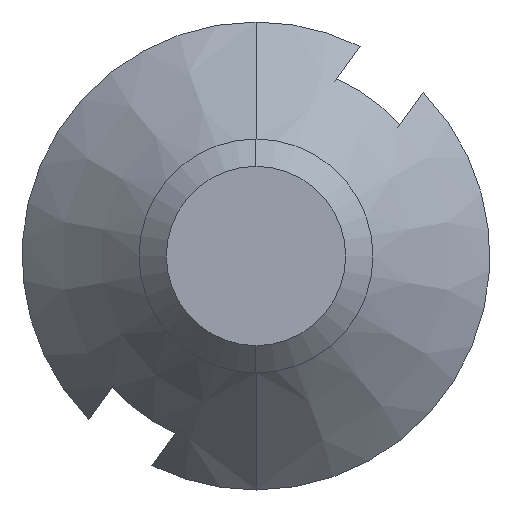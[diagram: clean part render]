
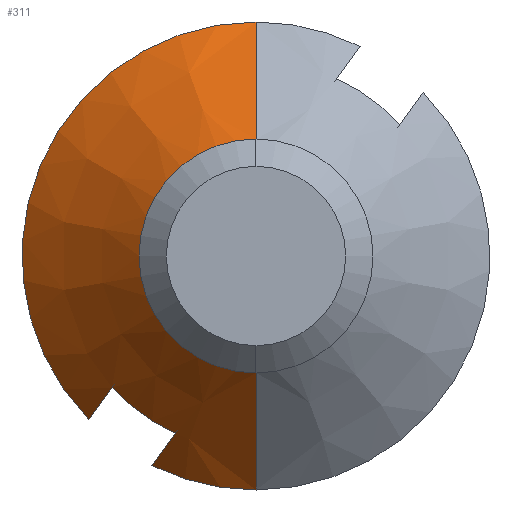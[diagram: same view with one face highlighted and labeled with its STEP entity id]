
A CAD part, left-side view. The second image highlights one B-rep face of the part: STEP entity #311.
In plain terms, the highlighted conical face has half-angle 45 degrees and reference radius 6 mm.
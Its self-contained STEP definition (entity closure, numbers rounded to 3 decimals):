
#1 = CARTESIAN_POINT ( 'NONE',  ( 2.299, 3.868, -3.623 ) ) ;
#9 = CARTESIAN_POINT ( 'NONE',  ( 3., 0., 0. ) ) ;
#17 = LINE ( 'NONE', #175, #264 ) ;
#18 = VERTEX_POINT ( 'NONE', #124 ) ;
#21 = CARTESIAN_POINT ( 'NONE',  ( 2.366, 2.29, -4.853 ) ) ;
#34 = CARTESIAN_POINT ( 'NONE',  ( 3., 0., 0. ) ) ;
#36 = EDGE_CURVE ( 'NONE', #369, #18, #283, .T. ) ;
#38 = ORIENTED_EDGE ( 'NONE', *, *, #46, .F. ) ;
#46 = EDGE_CURVE ( 'NONE', #422, #365, #209, .T. ) ;
#48 = VERTEX_POINT ( 'NONE', #63 ) ;
#54 = DIRECTION ( 'NONE',  ( 1., 0., 0. ) ) ;
#55 = CARTESIAN_POINT ( 'NONE',  ( 3., 2.668, -5.374 ) ) ;
#60 = CONICAL_SURFACE ( 'NONE', #328, 6., 0.785 ) ;
#63 = CARTESIAN_POINT ( 'NONE',  ( 0., 0., 3. ) ) ;
#71 = CARTESIAN_POINT ( 'NONE',  ( 2., 3.689, -3.376 ) ) ;
#72 = EDGE_CURVE ( 'NONE', #18, #236, #192, .T. ) ;
#75 = ORIENTED_EDGE ( 'NONE', *, *, #114, .F. ) ;
#93 = AXIS2_PLACEMENT_3D ( 'NONE', #34, #160, #285 ) ;
#114 = EDGE_CURVE ( 'NONE', #201, #422, #161, .T. ) ;
#116 = AXIS2_PLACEMENT_3D ( 'NONE', #317, #118, #174 ) ;
#118 = DIRECTION ( 'NONE',  ( 1., 0., 0. ) ) ;
#124 = CARTESIAN_POINT ( 'NONE',  ( 3., 2.668, -5.374 ) ) ;
#125 = CARTESIAN_POINT ( 'NONE',  ( 2.85, 2.579, -5.251 ) ) ;
#137 = ORIENTED_EDGE ( 'NONE', *, *, #214, .T. ) ;
#139 = DIRECTION ( 'NONE',  ( 1., 0., 0. ) ) ;
#142 = FACE_OUTER_BOUND ( 'NONE', #407, .T. ) ;
#148 = ORIENTED_EDGE ( 'NONE', *, *, #72, .F. ) ;
#151 = CARTESIAN_POINT ( 'NONE',  ( 3., 4.286, -4.198 ) ) ;
#153 = CARTESIAN_POINT ( 'NONE',  ( 0., 0., -3. ) ) ;
#157 = VECTOR ( 'NONE', #304, 1000. ) ;
#160 = DIRECTION ( 'NONE',  ( 1., 0., 0. ) ) ;
#161 = B_SPLINE_CURVE_WITH_KNOTS ( 'NONE', 3,
 ( #191, #218, #1, #406, #254, #165, #220 ),
 .UNSPECIFIED., .F., .F.,
 ( 4, 3, 4 ),
 ( -0.001, 0., 0.001 ),
 .UNSPECIFIED. ) ;
#165 = CARTESIAN_POINT ( 'NONE',  ( 2.816, 4.177, -4.048 ) ) ;
#174 = DIRECTION ( 'NONE',  ( 0., 0.809, 0.588 ) ) ;
#175 = CARTESIAN_POINT ( 'NONE',  ( 3., 0., -6. ) ) ;
#179 = CARTESIAN_POINT ( 'NONE',  ( 2., 2.071, -4.551 ) ) ;
#191 = CARTESIAN_POINT ( 'NONE',  ( 2., 3.689, -3.376 ) ) ;
#192 = B_SPLINE_CURVE_WITH_KNOTS ( 'NONE', 3,
 ( #55, #125, #212, #419, #21, #242, #395 ),
 .UNSPECIFIED., .F., .F.,
 ( 4, 3, 4 ),
 ( -0.001, 0., 0.001 ),
 .UNSPECIFIED. ) ;
#195 = ORIENTED_EDGE ( 'NONE', *, *, #312, .F. ) ;
#201 = VERTEX_POINT ( 'NONE', #71 ) ;
#209 = CIRCLE ( 'NONE', #93, 6. ) ;
#212 = CARTESIAN_POINT ( 'NONE',  ( 2.7, 2.489, -5.127 ) ) ;
#214 = EDGE_CURVE ( 'NONE', #48, #365, #235, .T. ) ;
#218 = CARTESIAN_POINT ( 'NONE',  ( 2.15, 3.778, -3.499 ) ) ;
#220 = CARTESIAN_POINT ( 'NONE',  ( 3., 4.286, -4.198 ) ) ;
#229 = ORIENTED_EDGE ( 'NONE', *, *, #293, .T. ) ;
#230 = DIRECTION ( 'NONE',  ( 0., 0., -1. ) ) ;
#235 = LINE ( 'NONE', #383, #157 ) ;
#236 = VERTEX_POINT ( 'NONE', #179 ) ;
#242 = CARTESIAN_POINT ( 'NONE',  ( 2.183, 2.18, -4.702 ) ) ;
#245 = CARTESIAN_POINT ( 'NONE',  ( 3., 0., 6. ) ) ;
#254 = CARTESIAN_POINT ( 'NONE',  ( 2.633, 4.067, -3.897 ) ) ;
#263 = ORIENTED_EDGE ( 'NONE', *, *, #36, .F. ) ;
#264 = VECTOR ( 'NONE', #411, 1000. ) ;
#273 = AXIS2_PLACEMENT_3D ( 'NONE', #353, #54, #351 ) ;
#283 = CIRCLE ( 'NONE', #316, 6. ) ;
#285 = DIRECTION ( 'NONE',  ( 0., 0., -1. ) ) ;
#293 = EDGE_CURVE ( 'NONE', #373, #48, #413, .T. ) ;
#296 = CARTESIAN_POINT ( 'NONE',  ( 3., 0., 0. ) ) ;
#304 = DIRECTION ( 'NONE',  ( 0.707, 0., 0.707 ) ) ;
#311 = ADVANCED_FACE ( 'NONE', ( #142 ), #60, .T. ) ;
#312 = EDGE_CURVE ( 'NONE', #373, #369, #17, .T. ) ;
#316 = AXIS2_PLACEMENT_3D ( 'NONE', #296, #330, #366 ) ;
#317 = CARTESIAN_POINT ( 'NONE',  ( 0., 0., 0. ) ) ;
#328 = AXIS2_PLACEMENT_3D ( 'NONE', #9, #139, #230 ) ;
#330 = DIRECTION ( 'NONE',  ( 1., 0., 0. ) ) ;
#351 = DIRECTION ( 'NONE',  ( 0., 0., -1. ) ) ;
#353 = CARTESIAN_POINT ( 'NONE',  ( 2., 0., 0. ) ) ;
#355 = CARTESIAN_POINT ( 'NONE',  ( 3., 0., -6. ) ) ;
#365 = VERTEX_POINT ( 'NONE', #245 ) ;
#366 = DIRECTION ( 'NONE',  ( 0., 0., -1. ) ) ;
#369 = VERTEX_POINT ( 'NONE', #355 ) ;
#373 = VERTEX_POINT ( 'NONE', #153 ) ;
#379 = EDGE_CURVE ( 'NONE', #236, #201, #381, .T. ) ;
#381 = CIRCLE ( 'NONE', #273, 5. ) ;
#383 = CARTESIAN_POINT ( 'NONE',  ( 3., 0., 6. ) ) ;
#395 = CARTESIAN_POINT ( 'NONE',  ( 2., 2.071, -4.551 ) ) ;
#406 = CARTESIAN_POINT ( 'NONE',  ( 2.449, 3.958, -3.746 ) ) ;
#407 = EDGE_LOOP ( 'NONE', ( #229, #137, #38, #75, #412, #148, #263, #195 ) ) ;
#411 = DIRECTION ( 'NONE',  ( 0.707, 0., -0.707 ) ) ;
#412 = ORIENTED_EDGE ( 'NONE', *, *, #379, .F. ) ;
#413 = CIRCLE ( 'NONE', #116, 3. ) ;
#419 = CARTESIAN_POINT ( 'NONE',  ( 2.549, 2.399, -5.004 ) ) ;
#422 = VERTEX_POINT ( 'NONE', #151 ) ;
